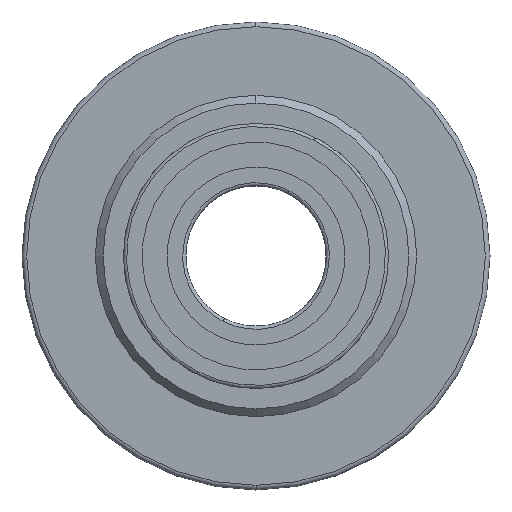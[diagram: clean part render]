
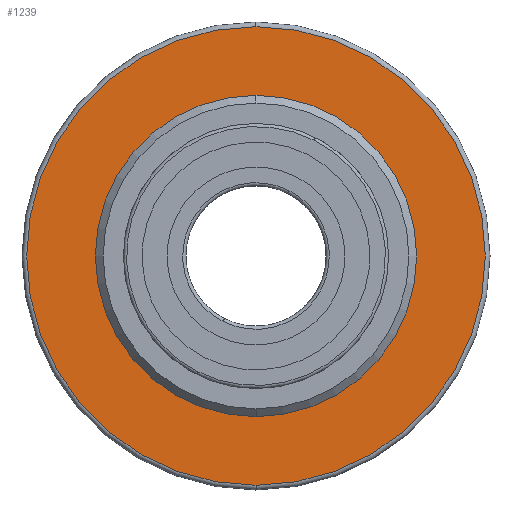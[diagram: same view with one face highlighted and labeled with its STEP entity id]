
A CAD part, left-side view. The second image highlights one B-rep face of the part: STEP entity #1239.
In plain terms, the highlighted planar face has unit normal (-1, 0, 0).
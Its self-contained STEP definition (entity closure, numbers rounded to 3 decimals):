
#219 = CARTESIAN_POINT ( 'NONE',  ( -27.5, 0., 51.5 ) ) ;
#307 = AXIS2_PLACEMENT_3D ( 'NONE', #2601, #522, #1022 ) ;
#466 = CIRCLE ( 'NONE', #2146, 51.5 ) ;
#481 = CARTESIAN_POINT ( 'NONE',  ( -27.5, 0., -73.5 ) ) ;
#522 = DIRECTION ( 'NONE',  ( -1., 0., 0. ) ) ;
#529 = VERTEX_POINT ( 'NONE', #5194 ) ;
#593 = CARTESIAN_POINT ( 'NONE',  ( -27.5, 0., 0. ) ) ;
#667 = DIRECTION ( 'NONE',  ( 0., 0., -1. ) ) ;
#1022 = DIRECTION ( 'NONE',  ( 0., 0., -1. ) ) ;
#1081 = VERTEX_POINT ( 'NONE', #219 ) ;
#1112 = FACE_BOUND ( 'NONE', #2124, .T. ) ;
#1239 = ADVANCED_FACE ( 'NONE', ( #1112, #3215 ), #4515, .F. ) ;
#1301 = CARTESIAN_POINT ( 'NONE',  ( -27.5, 0., 73.5 ) ) ;
#1485 = DIRECTION ( 'NONE',  ( 0., 0., -1. ) ) ;
#1502 = EDGE_CURVE ( 'NONE', #2093, #4642, #1718, .T. ) ;
#1718 = CIRCLE ( 'NONE', #307, 73.5 ) ;
#1753 = CIRCLE ( 'NONE', #5164, 73.5 ) ;
#1875 = CIRCLE ( 'NONE', #3318, 51.5 ) ;
#1949 = DIRECTION ( 'NONE',  ( 1., 0., 0. ) ) ;
#1957 = DIRECTION ( 'NONE',  ( 1., 0., 0. ) ) ;
#1992 = CARTESIAN_POINT ( 'NONE',  ( -27.5, 0., 0. ) ) ;
#2093 = VERTEX_POINT ( 'NONE', #481 ) ;
#2124 = EDGE_LOOP ( 'NONE', ( #3020, #2674 ) ) ;
#2146 = AXIS2_PLACEMENT_3D ( 'NONE', #1992, #3781, #5472 ) ;
#2326 = EDGE_CURVE ( 'NONE', #529, #1081, #466, .T. ) ;
#2601 = CARTESIAN_POINT ( 'NONE',  ( -27.5, 0., 0. ) ) ;
#2674 = ORIENTED_EDGE ( 'NONE', *, *, #2819, .T. ) ;
#2819 = EDGE_CURVE ( 'NONE', #1081, #529, #1875, .T. ) ;
#3020 = ORIENTED_EDGE ( 'NONE', *, *, #2326, .T. ) ;
#3215 = FACE_OUTER_BOUND ( 'NONE', #5195, .T. ) ;
#3233 = ORIENTED_EDGE ( 'NONE', *, *, #4910, .T. ) ;
#3318 = AXIS2_PLACEMENT_3D ( 'NONE', #3663, #1949, #1485 ) ;
#3663 = CARTESIAN_POINT ( 'NONE',  ( -27.5, 0., 0. ) ) ;
#3781 = DIRECTION ( 'NONE',  ( 1., 0., 0. ) ) ;
#4515 = PLANE ( 'NONE',  #5378 ) ;
#4642 = VERTEX_POINT ( 'NONE', #1301 ) ;
#4823 = DIRECTION ( 'NONE',  ( 0., 0., -1. ) ) ;
#4910 = EDGE_CURVE ( 'NONE', #4642, #2093, #1753, .T. ) ;
#4919 = CARTESIAN_POINT ( 'NONE',  ( -27.5, 0., 0. ) ) ;
#4991 = ORIENTED_EDGE ( 'NONE', *, *, #1502, .T. ) ;
#5164 = AXIS2_PLACEMENT_3D ( 'NONE', #593, #5202, #4823 ) ;
#5194 = CARTESIAN_POINT ( 'NONE',  ( -27.5, 0., -51.5 ) ) ;
#5195 = EDGE_LOOP ( 'NONE', ( #4991, #3233 ) ) ;
#5202 = DIRECTION ( 'NONE',  ( -1., 0., 0. ) ) ;
#5378 = AXIS2_PLACEMENT_3D ( 'NONE', #4919, #1957, #667 ) ;
#5472 = DIRECTION ( 'NONE',  ( 0., 0., -1. ) ) ;
